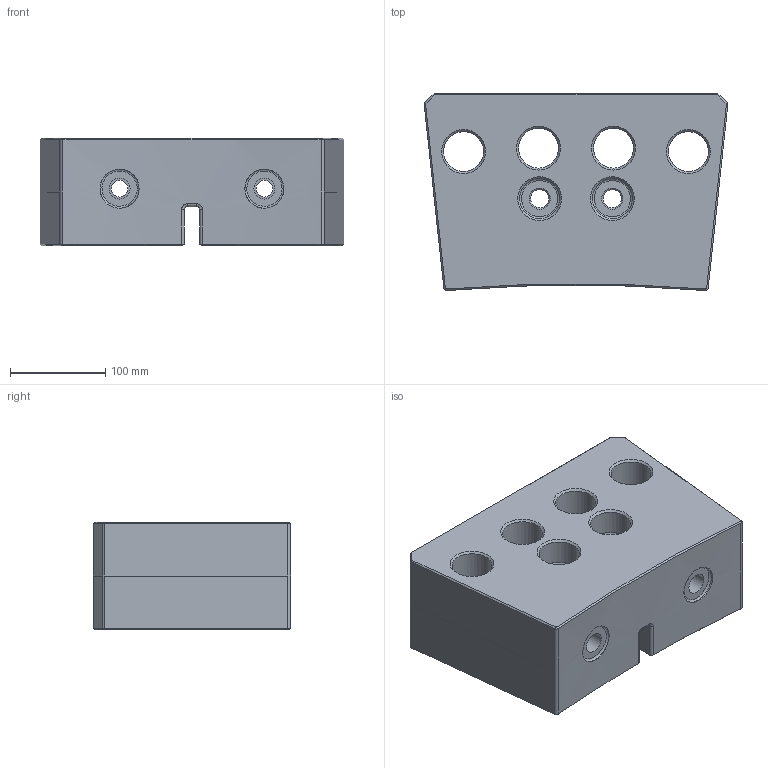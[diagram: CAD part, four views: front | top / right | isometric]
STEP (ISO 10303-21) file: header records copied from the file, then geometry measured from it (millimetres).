
FILE_DESCRIPTION((''),'2;1');
FILE_NAME('D1168387.stp','2013-06-28T10:01:56',('bozhi00v'),(''),'Autodesk Inventor 2013','Autodesk Inventor 2013','');
FILE_SCHEMA(('AUTOMOTIVE_DESIGN { 1 0 10303 214 1 1 1 1 }'));
Length unit declared in the file: millimetre
Products named in the file (1): D1168387
Bounding box: 318.71 x 206.78 x 113 mm (x, y, z)
Volume: 5482994.1 mm3; surface area: 333943.9 mm2
Topology: 1 solids, 1 shells, 124 faces, 282 edges, 162 vertices
Faces by surface type: plane 52, cone 35, cylinder 28, torus 5, bspline 4
Full cylindrical faces by diameter (mm): 17.5 x2, 19 x2, 22 x2, 42 x6
Entity records: 3527 total; most frequent: CARTESIAN_POINT 809, DIRECTION 578, ORIENTED_EDGE 494, EDGE_CURVE 247, AXIS2_PLACEMENT_3D 220, EDGE_LOOP 177, VERTEX_POINT 162, VECTOR 138
